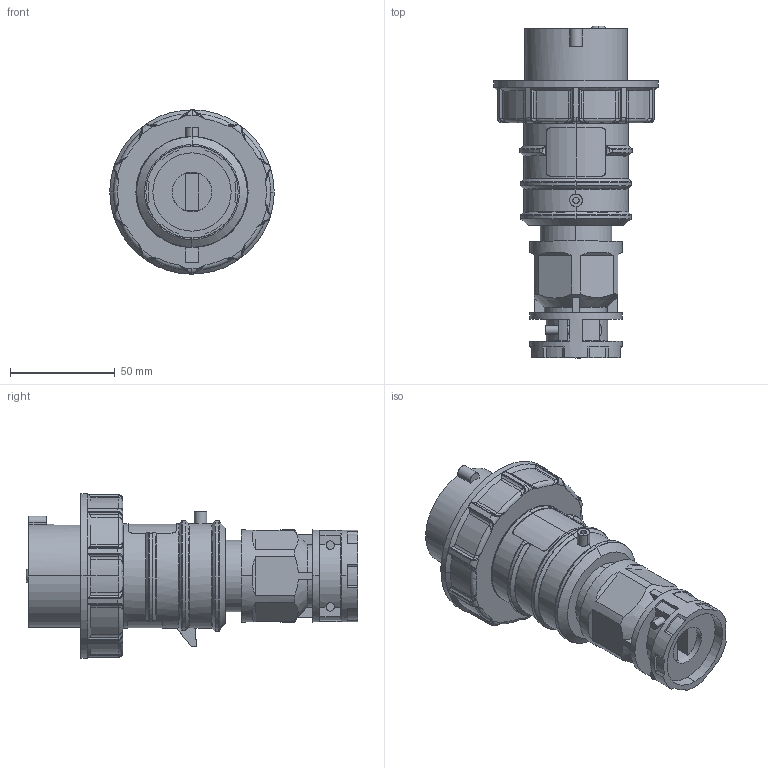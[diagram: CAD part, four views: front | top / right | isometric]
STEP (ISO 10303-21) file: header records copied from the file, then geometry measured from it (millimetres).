
FILE_DESCRIPTION (( 'STEP AP203' ), '1' );
FILE_NAME ('BRY420P9W.step', '2022-08-17T19:56:49', ( '' ), ( '' ), 'SwSTEP 2.0', 'SolidWorks 2021', '' );
FILE_SCHEMA (( 'CONFIG_CONTROL_DESIGN' ));
Length unit declared in the file: millimetre
Products named in the file (1): BRY420P9W
Bounding box: 78.5 x 158.5 x 78.48 mm (x, y, z)
Volume: 228046.3 mm3; surface area: 68430.6 mm2
Topology: 9 solids, 9 shells, 741 faces, 1991 edges, 1257 vertices
Faces by surface type: plane 260, cylinder 237, bspline 127, torus 79, cone 34, sphere 4
Entity records: 34941 total; most frequent: CARTESIAN_POINT 19805, ORIENTED_EDGE 3936, EDGE_CURVE 1968, DIRECTION 1835, B_SPLINE_CURVE_WITH_KNOTS 1492, VERTEX_POINT 1255, EDGE_LOOP 773, AXIS2_PLACEMENT_3D 762
